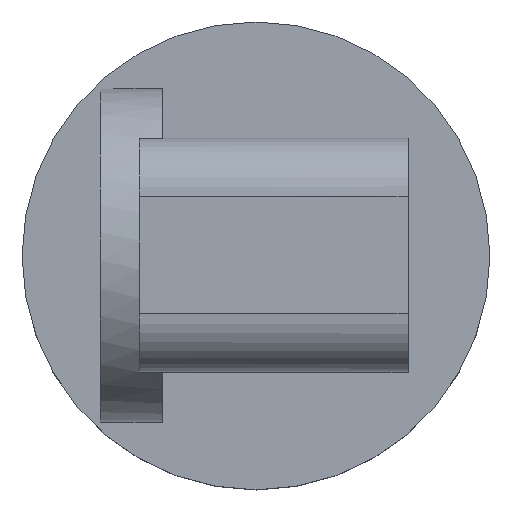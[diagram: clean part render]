
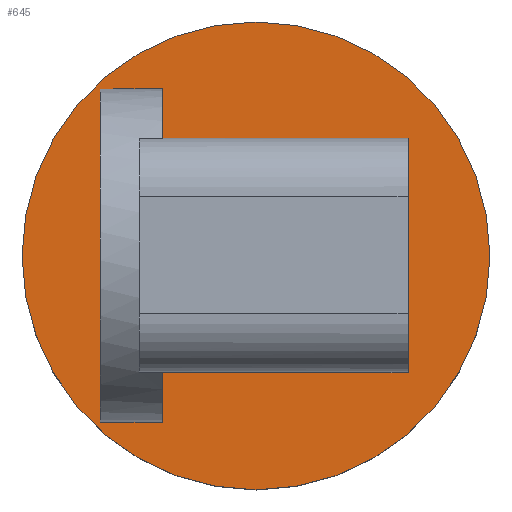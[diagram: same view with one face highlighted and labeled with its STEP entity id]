
A CAD part, top view. The second image highlights one B-rep face of the part: STEP entity #645.
In plain terms, the highlighted planar face has unit normal (0, 0, 1).
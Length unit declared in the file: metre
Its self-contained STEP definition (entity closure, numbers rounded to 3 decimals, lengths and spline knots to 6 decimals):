
#36=LINE('',#986,#88);
#43=LINE('',#1001,#95);
#51=LINE('',#1018,#103);
#54=LINE('',#1024,#106);
#55=LINE('',#1026,#107);
#56=LINE('',#1028,#108);
#57=LINE('',#1029,#109);
#58=LINE('',#1031,#110);
#59=LINE('',#1032,#111);
#60=LINE('',#1035,#112);
#61=LINE('',#1039,#113);
#88=VECTOR('',#783,1.);
#95=VECTOR('',#792,1.);
#103=VECTOR('',#802,1.);
#106=VECTOR('',#807,1.);
#107=VECTOR('',#808,1.);
#108=VECTOR('',#809,1.);
#109=VECTOR('',#810,1.);
#110=VECTOR('',#811,1.);
#111=VECTOR('',#812,1.);
#112=VECTOR('',#815,1.);
#113=VECTOR('',#818,1.);
#162=ORIENTED_EDGE('',*,*,#338,.F.);
#163=ORIENTED_EDGE('',*,*,#335,.F.);
#164=ORIENTED_EDGE('',*,*,#339,.F.);
#165=ORIENTED_EDGE('',*,*,#340,.T.);
#166=ORIENTED_EDGE('',*,*,#320,.T.);
#167=ORIENTED_EDGE('',*,*,#341,.F.);
#168=ORIENTED_EDGE('',*,*,#342,.F.);
#169=ORIENTED_EDGE('',*,*,#327,.T.);
#170=ORIENTED_EDGE('',*,*,#343,.F.);
#171=ORIENTED_EDGE('',*,*,#344,.F.);
#172=ORIENTED_EDGE('',*,*,#345,.F.);
#173=ORIENTED_EDGE('',*,*,#346,.F.);
#174=ORIENTED_EDGE('',*,*,#347,.F.);
#175=ORIENTED_EDGE('',*,*,#348,.F.);
#176=ORIENTED_EDGE('',*,*,#349,.T.);
#320=EDGE_CURVE('',#409,#408,#36,.T.);
#327=EDGE_CURVE('',#416,#415,#43,.T.);
#335=EDGE_CURVE('',#423,#424,#51,.T.);
#338=EDGE_CURVE('',#424,#426,#54,.T.);
#339=EDGE_CURVE('',#427,#423,#55,.T.);
#340=EDGE_CURVE('',#427,#409,#56,.T.);
#341=EDGE_CURVE('',#428,#408,#57,.T.);
#342=EDGE_CURVE('',#416,#428,#58,.T.);
#343=EDGE_CURVE('',#429,#415,#59,.T.);
#344=EDGE_CURVE('',#429,#429,#469,.T.);
#345=EDGE_CURVE('',#430,#429,#60,.T.);
#346=EDGE_CURVE('',#431,#430,#470,.T.);
#347=EDGE_CURVE('',#426,#431,#61,.T.);
#348=EDGE_CURVE('',#426,#426,#471,.T.);
#349=EDGE_CURVE('',#432,#432,#472,.T.);
#408=VERTEX_POINT('',#985);
#409=VERTEX_POINT('',#987);
#415=VERTEX_POINT('',#1000);
#416=VERTEX_POINT('',#1002);
#423=VERTEX_POINT('',#1017);
#424=VERTEX_POINT('',#1019);
#426=VERTEX_POINT('',#1025);
#427=VERTEX_POINT('',#1027);
#428=VERTEX_POINT('',#1030);
#429=VERTEX_POINT('',#1033);
#430=VERTEX_POINT('',#1036);
#431=VERTEX_POINT('',#1038);
#432=VERTEX_POINT('',#1042);
#469=CIRCLE('',#702,0.001);
#470=CIRCLE('',#703,0.003);
#471=CIRCLE('',#704,0.001);
#472=CIRCLE('',#705,0.02);
#506=EDGE_LOOP('',(#162,#163,#164,#165,#166,#167,#168,#169,#170,#171,#172,
#173,#174,#175));
#507=EDGE_LOOP('',(#176));
#564=FACE_BOUND('',#506,.T.);
#565=FACE_BOUND('',#507,.T.);
#621=PLANE('',#701);
#645=ADVANCED_FACE('',(#564,#565),#621,.T.);
#701=AXIS2_PLACEMENT_3D('',#1023,#805,#806);
#702=AXIS2_PLACEMENT_3D('',#1034,#813,#814);
#703=AXIS2_PLACEMENT_3D('',#1037,#816,#817);
#704=AXIS2_PLACEMENT_3D('',#1040,#819,#820);
#705=AXIS2_PLACEMENT_3D('',#1041,#821,#822);
#783=DIRECTION('',(0.,1.,0.));
#792=DIRECTION('',(-1.,0.,0.));
#802=DIRECTION('',(-1.,0.,0.));
#805=DIRECTION('',(0.,0.,1.));
#806=DIRECTION('',(0.,-1.,0.));
#807=DIRECTION('',(0.,1.,0.));
#808=DIRECTION('',(0.,1.,0.));
#809=DIRECTION('',(-1.,0.,0.));
#810=DIRECTION('',(-1.,0.,0.));
#811=DIRECTION('',(0.,1.,0.));
#812=DIRECTION('',(0.,1.,0.));
#813=DIRECTION('',(0.,0.,1.));
#814=DIRECTION('',(0.,-1.,0.));
#815=DIRECTION('',(0.,1.,0.));
#816=DIRECTION('',(0.,0.,1.));
#817=DIRECTION('',(0.,-1.,0.));
#818=DIRECTION('',(0.,1.,0.));
#819=DIRECTION('',(0.,0.,1.));
#820=DIRECTION('',(0.,-1.,0.));
#821=DIRECTION('',(0.,0.,1.));
#822=DIRECTION('',(0.,-1.,0.));
#985=CARTESIAN_POINT('',(-0.01,0.01,0.009));
#986=CARTESIAN_POINT('',(-0.01,0.,0.009));
#987=CARTESIAN_POINT('',(-0.01,-0.01,0.009));
#1000=CARTESIAN_POINT('',(-0.001,0.007,0.009));
#1001=CARTESIAN_POINT('',(0.013,0.007,0.009));
#1002=CARTESIAN_POINT('',(0.013,0.007,0.009));
#1017=CARTESIAN_POINT('',(0.013,-0.007,0.009));
#1018=CARTESIAN_POINT('',(0.013,-0.007,0.009));
#1019=CARTESIAN_POINT('',(-0.001,-0.007,0.009));
#1023=CARTESIAN_POINT('',(0.,0.,0.009));
#1024=CARTESIAN_POINT('',(-0.001,0.,0.009));
#1025=CARTESIAN_POINT('',(-0.001,-0.0055,0.009));
#1026=CARTESIAN_POINT('',(0.013,0.,0.009));
#1027=CARTESIAN_POINT('',(0.013,-0.01,0.009));
#1028=CARTESIAN_POINT('',(-0.007,-0.01,0.009));
#1029=CARTESIAN_POINT('',(-0.007,0.01,0.009));
#1030=CARTESIAN_POINT('',(0.013,0.01,0.009));
#1031=CARTESIAN_POINT('',(0.013,0.,0.009));
#1032=CARTESIAN_POINT('',(-0.001,0.,0.009));
#1033=CARTESIAN_POINT('',(-0.001,0.0055,0.009));
#1034=CARTESIAN_POINT('',(0.,0.0055,0.009));
#1035=CARTESIAN_POINT('',(-0.001,0.,0.009));
#1036=CARTESIAN_POINT('',(-0.001,0.002828,0.009));
#1037=CARTESIAN_POINT('',(0.,0.,0.009));
#1038=CARTESIAN_POINT('',(-0.001,-0.002828,0.009));
#1039=CARTESIAN_POINT('',(-0.001,0.,0.009));
#1040=CARTESIAN_POINT('',(0.,-0.0055,0.009));
#1041=CARTESIAN_POINT('',(0.,0.,0.009));
#1042=CARTESIAN_POINT('',(0.,-0.02,0.009));
